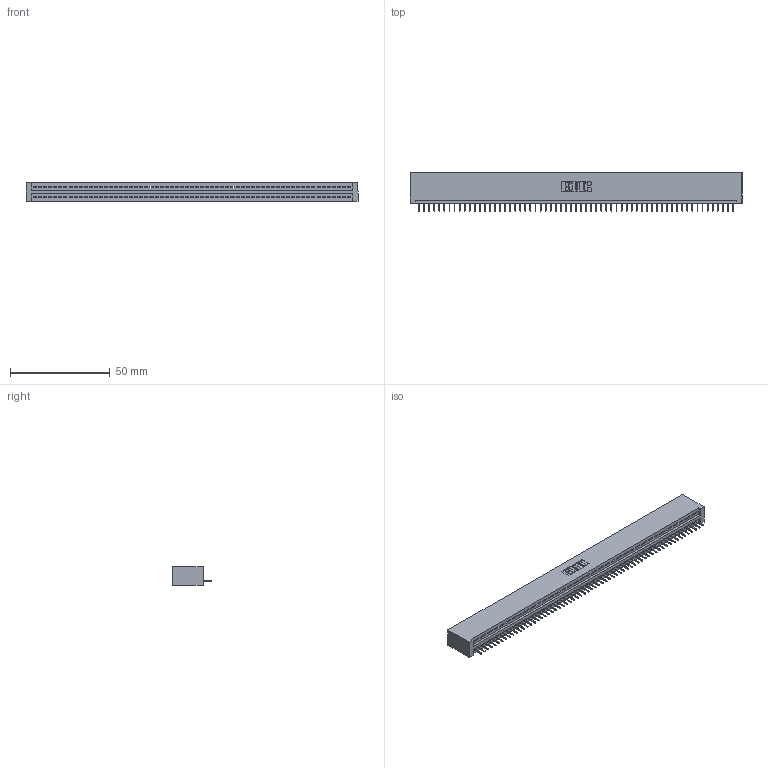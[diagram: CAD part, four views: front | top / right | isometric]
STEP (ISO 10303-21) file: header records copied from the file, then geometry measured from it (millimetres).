
FILE_DESCRIPTION (( 'STEP AP203' ), '1' );
FILE_NAME ('395-063-524-101.STEP', '2019-10-24T21:23:06', ( '' ), ( '' ), 'SwSTEP 2.0', 'SolidWorks 2016', '' );
FILE_SCHEMA (( 'CONFIG_CONTROL_DESIGN' ));
Length unit declared in the file: inch
Products named in the file (3): 345 Part_No Mounting Lugs; 345-292-001_345-293-124; 395-063-524-101
Assembly tree (64 placements, depth 2):
  395-063-524-101
    345 Part_No Mounting Lugs
    345-292-001_345-293-124  x63
Bounding box: 166.62 x 19.35 x 9.4 mm (x, y, z)
Volume: 16333.6 mm3; surface area: 21385.7 mm2
Topology: 64 solids, 64 shells, 4024 faces, 11657 edges, 7518 vertices
Faces by surface type: plane 2974, cylinder 1050
Entity records: 44385 total; most frequent: CARTESIAN_POINT 7693, ORIENTED_EDGE 7690, DIRECTION 6683, EDGE_CURVE 3845, LINE 3473, VECTOR 3473, VERTEX_POINT 2558, AXIS2_PLACEMENT_3D 1605
